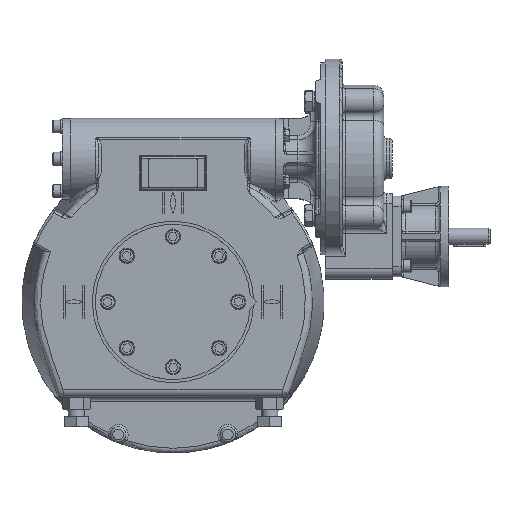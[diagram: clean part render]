
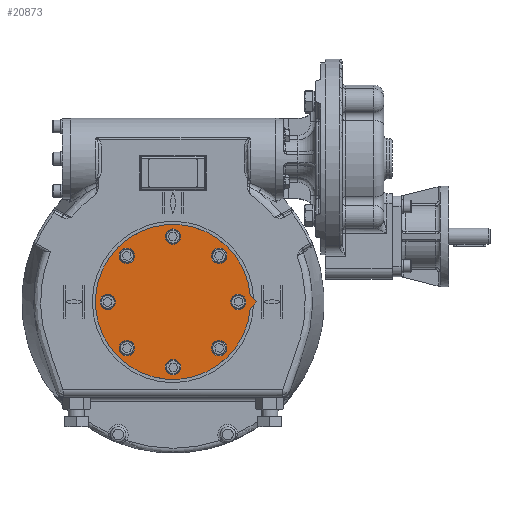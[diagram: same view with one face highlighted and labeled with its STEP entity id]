
A CAD part, top view. The second image highlights one B-rep face of the part: STEP entity #20873.
In plain terms, the highlighted planar face has unit normal (0, 0, 1).
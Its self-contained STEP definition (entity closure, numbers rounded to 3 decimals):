
#2277=CIRCLE('',#26583,96.25);
#2286=CIRCLE('',#26596,6.5);
#2287=CIRCLE('',#26597,6.5);
#2288=CIRCLE('',#26598,6.5);
#2289=CIRCLE('',#26599,6.5);
#2290=CIRCLE('',#26600,6.5);
#2291=CIRCLE('',#26601,6.5);
#2292=CIRCLE('',#26602,6.5);
#2293=CIRCLE('',#26603,6.5);
#7282=ORIENTED_EDGE('',*,*,#10916,.F.);
#7283=ORIENTED_EDGE('',*,*,#10917,.F.);
#7284=ORIENTED_EDGE('',*,*,#10918,.F.);
#7285=ORIENTED_EDGE('',*,*,#10919,.F.);
#7286=ORIENTED_EDGE('',*,*,#10920,.F.);
#7287=ORIENTED_EDGE('',*,*,#10921,.F.);
#7288=ORIENTED_EDGE('',*,*,#10922,.F.);
#7289=ORIENTED_EDGE('',*,*,#10923,.F.);
#7290=ORIENTED_EDGE('',*,*,#10901,.T.);
#7291=ORIENTED_EDGE('',*,*,#10905,.T.);
#7292=ORIENTED_EDGE('',*,*,#10907,.T.);
#10901=EDGE_CURVE('',#13420,#13419,#2277,.T.);
#10905=EDGE_CURVE('',#13419,#13422,#14895,.T.);
#10907=EDGE_CURVE('',#13422,#13420,#14897,.T.);
#10916=EDGE_CURVE('',#13431,#13431,#2286,.T.);
#10917=EDGE_CURVE('',#13432,#13432,#2287,.T.);
#10918=EDGE_CURVE('',#13433,#13433,#2288,.T.);
#10919=EDGE_CURVE('',#13434,#13434,#2289,.T.);
#10920=EDGE_CURVE('',#13435,#13435,#2290,.T.);
#10921=EDGE_CURVE('',#13436,#13436,#2291,.T.);
#10922=EDGE_CURVE('',#13437,#13437,#2292,.T.);
#10923=EDGE_CURVE('',#13438,#13438,#2293,.T.);
#13419=VERTEX_POINT('',#55469);
#13420=VERTEX_POINT('',#55471);
#13422=VERTEX_POINT('',#55477);
#13431=VERTEX_POINT('',#55501);
#13432=VERTEX_POINT('',#55503);
#13433=VERTEX_POINT('',#55505);
#13434=VERTEX_POINT('',#55507);
#13435=VERTEX_POINT('',#55509);
#13436=VERTEX_POINT('',#55511);
#13437=VERTEX_POINT('',#55513);
#13438=VERTEX_POINT('',#55515);
#14895=LINE('',#55478,#16242);
#14897=LINE('',#55481,#16244);
#16242=VECTOR('',#31407,1000.);
#16244=VECTOR('',#31411,1000.);
#17664=EDGE_LOOP('',(#7282));
#17665=EDGE_LOOP('',(#7283));
#17666=EDGE_LOOP('',(#7284));
#17667=EDGE_LOOP('',(#7285));
#17668=EDGE_LOOP('',(#7286));
#17669=EDGE_LOOP('',(#7287));
#17670=EDGE_LOOP('',(#7288));
#17671=EDGE_LOOP('',(#7289));
#17672=EDGE_LOOP('',(#7290,#7291,#7292));
#19154=FACE_BOUND('',#17664,.T.);
#19155=FACE_BOUND('',#17665,.T.);
#19156=FACE_BOUND('',#17666,.T.);
#19157=FACE_BOUND('',#17667,.T.);
#19158=FACE_BOUND('',#17668,.T.);
#19159=FACE_BOUND('',#17669,.T.);
#19160=FACE_BOUND('',#17670,.T.);
#19161=FACE_BOUND('',#17671,.T.);
#19162=FACE_BOUND('',#17672,.T.);
#19802=PLANE('',#26595);
#20873=ADVANCED_FACE('',(#19154,#19155,#19156,#19157,#19158,#19159,#19160,
#19161,#19162),#19802,.T.);
#26583=AXIS2_PLACEMENT_3D('',#55470,#31400,#31401);
#26595=AXIS2_PLACEMENT_3D('',#55499,#31430,#31431);
#26596=AXIS2_PLACEMENT_3D('',#55500,#31432,#31433);
#26597=AXIS2_PLACEMENT_3D('',#55502,#31434,#31435);
#26598=AXIS2_PLACEMENT_3D('',#55504,#31436,#31437);
#26599=AXIS2_PLACEMENT_3D('',#55506,#31438,#31439);
#26600=AXIS2_PLACEMENT_3D('',#55508,#31440,#31441);
#26601=AXIS2_PLACEMENT_3D('',#55510,#31442,#31443);
#26602=AXIS2_PLACEMENT_3D('',#55512,#31444,#31445);
#26603=AXIS2_PLACEMENT_3D('',#55514,#31446,#31447);
#31400=DIRECTION('',(0.,0.,1.));
#31401=DIRECTION('',(1.,0.,0.));
#31407=DIRECTION('',(0.707,0.707,0.));
#31411=DIRECTION('',(-0.707,0.707,0.));
#31430=DIRECTION('',(0.,0.,1.));
#31431=DIRECTION('',(1.,0.,0.));
#31432=DIRECTION('',(0.,0.,1.));
#31433=DIRECTION('',(0.707,0.707,0.));
#31434=DIRECTION('',(0.,0.,1.));
#31435=DIRECTION('',(0.,1.,0.));
#31436=DIRECTION('',(0.,0.,1.));
#31437=DIRECTION('',(-0.707,0.707,0.));
#31438=DIRECTION('',(0.,0.,1.));
#31439=DIRECTION('',(-1.,0.,0.));
#31440=DIRECTION('',(0.,0.,1.));
#31441=DIRECTION('',(-0.707,-0.707,0.));
#31442=DIRECTION('',(0.,0.,1.));
#31443=DIRECTION('',(0.,-1.,0.));
#31444=DIRECTION('',(0.,0.,1.));
#31445=DIRECTION('',(0.707,-0.707,0.));
#31446=DIRECTION('',(0.,0.,1.));
#31447=DIRECTION('',(1.,0.,0.));
#55469=CARTESIAN_POINT('',(95.932,-7.818,54.15));
#55470=CARTESIAN_POINT('',(0.,0.,54.15));
#55471=CARTESIAN_POINT('',(95.932,7.818,54.15));
#55477=CARTESIAN_POINT('',(103.75,0.,54.15));
#55478=CARTESIAN_POINT('',(95.932,-7.818,54.15));
#55481=CARTESIAN_POINT('',(103.75,0.,54.15));
#55499=CARTESIAN_POINT('',(0.,0.,54.15));
#55500=CARTESIAN_POINT('',(-57.276,57.276,54.15));
#55501=CARTESIAN_POINT('',(-52.679,61.872,54.15));
#55502=CARTESIAN_POINT('',(-81.,0.,54.15));
#55503=CARTESIAN_POINT('',(-81.,6.5,54.15));
#55504=CARTESIAN_POINT('',(-57.276,-57.276,54.15));
#55505=CARTESIAN_POINT('',(-61.872,-52.679,54.15));
#55506=CARTESIAN_POINT('',(0.,-81.,54.15));
#55507=CARTESIAN_POINT('',(-6.5,-81.,54.15));
#55508=CARTESIAN_POINT('',(57.276,-57.276,54.15));
#55509=CARTESIAN_POINT('',(52.679,-61.872,54.15));
#55510=CARTESIAN_POINT('',(81.,0.,54.15));
#55511=CARTESIAN_POINT('',(81.,-6.5,54.15));
#55512=CARTESIAN_POINT('',(57.276,57.276,54.15));
#55513=CARTESIAN_POINT('',(61.872,52.679,54.15));
#55514=CARTESIAN_POINT('',(0.,81.,54.15));
#55515=CARTESIAN_POINT('',(6.5,81.,54.15));
